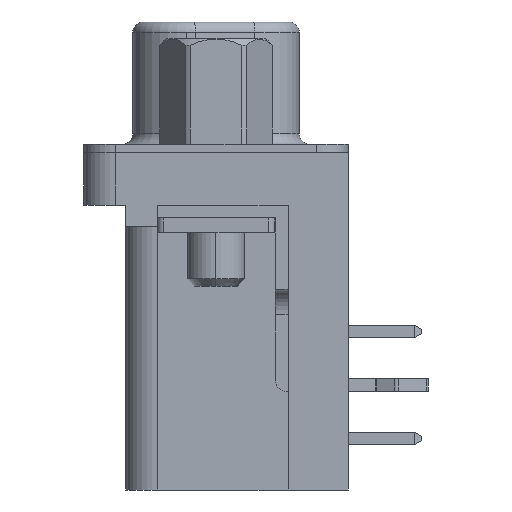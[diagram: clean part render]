
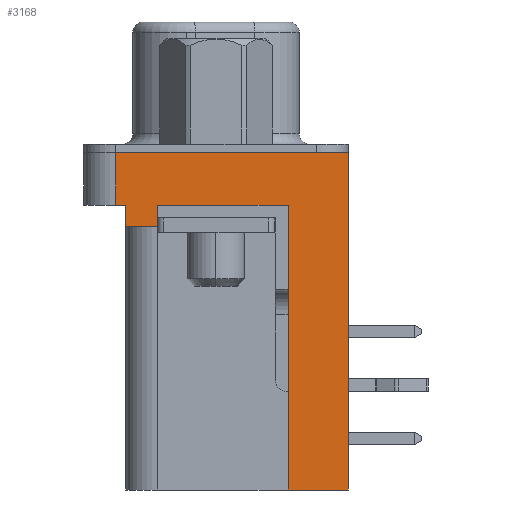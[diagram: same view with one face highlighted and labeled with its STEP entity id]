
A CAD part, left-side view. The second image highlights one B-rep face of the part: STEP entity #3168.
In plain terms, the highlighted planar face has unit normal (-1, 0, 0).
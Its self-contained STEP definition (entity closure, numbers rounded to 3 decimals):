
#2636 = VERTEX_POINT ( 'NONE', #11942 ) ;
#2638 = EDGE_CURVE ( 'NONE', #2639, #2636, #11941, .T. ) ;
#2639 = VERTEX_POINT ( 'NONE', #11937 ) ;
#2779 = EDGE_CURVE ( 'NONE', #2636, #2795, #12358, .T. ) ;
#2792 = VERTEX_POINT ( 'NONE', #12332 ) ;
#2794 = EDGE_CURVE ( 'NONE', #2792, #2795, #12331, .T. ) ;
#2795 = VERTEX_POINT ( 'NONE', #12327 ) ;
#3093 = ORIENTED_EDGE ( 'NONE', *, *, #3119, .F. ) ;
#3095 = VERTEX_POINT ( 'NONE', #13049 ) ;
#3098 = EDGE_CURVE ( 'NONE', #3099, #3095, #13047, .T. ) ;
#3099 = VERTEX_POINT ( 'NONE', #13105 ) ;
#3109 = EDGE_LOOP ( 'NONE', ( #3169, #3173, #3175, #3176, #3093, #3153, #3154, #3155, #3156, #3159, #3162 ) ) ;
#3110 = VERTEX_POINT ( 'NONE', #13087 ) ;
#3119 = EDGE_CURVE ( 'NONE', #2639, #3110, #13076, .T. ) ;
#3153 = ORIENTED_EDGE ( 'NONE', *, *, #2638, .T. ) ;
#3154 = ORIENTED_EDGE ( 'NONE', *, *, #2779, .T. ) ;
#3155 = ORIENTED_EDGE ( 'NONE', *, *, #2794, .F. ) ;
#3156 = ORIENTED_EDGE ( 'NONE', *, *, #3157, .T. ) ;
#3157 = EDGE_CURVE ( 'NONE', #2792, #3158, #13216, .T. ) ;
#3158 = VERTEX_POINT ( 'NONE', #13212 ) ;
#3159 = ORIENTED_EDGE ( 'NONE', *, *, #3160, .T. ) ;
#3160 = EDGE_CURVE ( 'NONE', #3158, #3161, #13211, .T. ) ;
#3161 = VERTEX_POINT ( 'NONE', #13207 ) ;
#3162 = ORIENTED_EDGE ( 'NONE', *, *, #3163, .F. ) ;
#3163 = EDGE_CURVE ( 'NONE', #3172, #3161, #13205, .T. ) ;
#3168 = ADVANCED_FACE ( 'NONE', ( #13231 ), #13274, .T. ) ;
#3169 = ORIENTED_EDGE ( 'NONE', *, *, #3170, .F. ) ;
#3170 = EDGE_CURVE ( 'NONE', #3171, #3172, #13269, .T. ) ;
#3171 = VERTEX_POINT ( 'NONE', #13265 ) ;
#3172 = VERTEX_POINT ( 'NONE', #13264 ) ;
#3173 = ORIENTED_EDGE ( 'NONE', *, *, #3174, .F. ) ;
#3174 = EDGE_CURVE ( 'NONE', #3099, #3171, #13263, .T. ) ;
#3175 = ORIENTED_EDGE ( 'NONE', *, *, #3098, .T. ) ;
#3176 = ORIENTED_EDGE ( 'NONE', *, *, #3177, .F. ) ;
#3177 = EDGE_CURVE ( 'NONE', #3110, #3095, #13318, .T. ) ;
#11937 = CARTESIAN_POINT ( 'NONE',  ( -15.405, 2.775, -3.5 ) ) ;
#11938 = DIRECTION ( 'NONE',  ( 0., 0., 1. ) ) ;
#11939 = VECTOR ( 'NONE', #11938, 1000. ) ;
#11940 = CARTESIAN_POINT ( 'NONE',  ( -15.405, 2.775, -3.5 ) ) ;
#11941 = LINE ( 'NONE', #11940, #11939 ) ;
#11942 = CARTESIAN_POINT ( 'NONE',  ( -15.405, 2.775, -2.5 ) ) ;
#12327 = CARTESIAN_POINT ( 'NONE',  ( -15.405, -3.425, -2.5 ) ) ;
#12328 = DIRECTION ( 'NONE',  ( 0., 0., 1. ) ) ;
#12329 = VECTOR ( 'NONE', #12328, 1000. ) ;
#12330 = CARTESIAN_POINT ( 'NONE',  ( -15.405, -3.425, -23.035 ) ) ;
#12331 = LINE ( 'NONE', #12330, #12329 ) ;
#12332 = CARTESIAN_POINT ( 'NONE',  ( -15.405, -3.425, -16.02 ) ) ;
#12355 = DIRECTION ( 'NONE',  ( 0., -1., 0. ) ) ;
#12356 = VECTOR ( 'NONE', #12355, 1000. ) ;
#12357 = CARTESIAN_POINT ( 'NONE',  ( -15.405, -6.275, -2.5 ) ) ;
#12358 = LINE ( 'NONE', #12357, #12356 ) ;
#13046 = CARTESIAN_POINT ( 'NONE',  ( -15.405, -6.275, -2.5 ) ) ;
#13047 = LINE ( 'NONE', #13046, #13107 ) ;
#13049 = CARTESIAN_POINT ( 'NONE',  ( -15.405, 4.275, -2.5 ) ) ;
#13076 = LINE ( 'NONE', #13135, #13134 ) ;
#13087 = CARTESIAN_POINT ( 'NONE',  ( -15.405, 4.275, -3.5 ) ) ;
#13105 = CARTESIAN_POINT ( 'NONE',  ( -15.405, 4.751, -2.5 ) ) ;
#13106 = DIRECTION ( 'NONE',  ( 0., -1., 0. ) ) ;
#13107 = VECTOR ( 'NONE', #13106, 1000. ) ;
#13133 = DIRECTION ( 'NONE',  ( 0., 1., 0. ) ) ;
#13134 = VECTOR ( 'NONE', #13133, 1000. ) ;
#13135 = CARTESIAN_POINT ( 'NONE',  ( -15.405, 4.275, -3.5 ) ) ;
#13203 = VECTOR ( 'NONE', #13261, 1000. ) ;
#13204 = CARTESIAN_POINT ( 'NONE',  ( -15.405, -6.275, 0. ) ) ;
#13205 = LINE ( 'NONE', #13204, #13203 ) ;
#13207 = CARTESIAN_POINT ( 'NONE',  ( -15.405, -6.275, 0. ) ) ;
#13208 = DIRECTION ( 'NONE',  ( 0., 0., 1. ) ) ;
#13209 = VECTOR ( 'NONE', #13208, 1000. ) ;
#13210 = CARTESIAN_POINT ( 'NONE',  ( -15.405, -6.275, -2.5 ) ) ;
#13211 = LINE ( 'NONE', #13210, #13209 ) ;
#13212 = CARTESIAN_POINT ( 'NONE',  ( -15.405, -6.275, -16.02 ) ) ;
#13213 = DIRECTION ( 'NONE',  ( 0., -1., 0. ) ) ;
#13214 = VECTOR ( 'NONE', #13213, 1000. ) ;
#13215 = CARTESIAN_POINT ( 'NONE',  ( -15.405, -6.275, -16.02 ) ) ;
#13216 = LINE ( 'NONE', #13215, #13214 ) ;
#13231 = FACE_OUTER_BOUND ( 'NONE', #3109, .T. ) ;
#13261 = DIRECTION ( 'NONE',  ( 0., -1., 0. ) ) ;
#13262 = CARTESIAN_POINT ( 'NONE',  ( -15.405, 4.751, -2.5 ) ) ;
#13263 = LINE ( 'NONE', #13262, #13320 ) ;
#13264 = CARTESIAN_POINT ( 'NONE',  ( -15.405, -4.807, 0. ) ) ;
#13265 = CARTESIAN_POINT ( 'NONE',  ( -15.405, 4.751, 0. ) ) ;
#13266 = DIRECTION ( 'NONE',  ( 0., -1., 0. ) ) ;
#13267 = VECTOR ( 'NONE', #13266, 1000. ) ;
#13268 = CARTESIAN_POINT ( 'NONE',  ( -15.405, -6.275, 0. ) ) ;
#13269 = LINE ( 'NONE', #13268, #13267 ) ;
#13270 = DIRECTION ( 'NONE',  ( 0., 0., 1. ) ) ;
#13271 = DIRECTION ( 'NONE',  ( -1., 0., 0. ) ) ;
#13272 = CARTESIAN_POINT ( 'NONE',  ( -15.405, -6.275, -2.5 ) ) ;
#13273 = AXIS2_PLACEMENT_3D ( 'NONE', #13272, #13271, #13270 ) ;
#13274 = PLANE ( 'NONE',  #13273 ) ;
#13315 = DIRECTION ( 'NONE',  ( 0., 0., 1. ) ) ;
#13316 = VECTOR ( 'NONE', #13315, 1000. ) ;
#13317 = CARTESIAN_POINT ( 'NONE',  ( -15.405, 4.275, -3.5 ) ) ;
#13318 = LINE ( 'NONE', #13317, #13316 ) ;
#13319 = DIRECTION ( 'NONE',  ( 0., 0., 1. ) ) ;
#13320 = VECTOR ( 'NONE', #13319, 1000. ) ;
